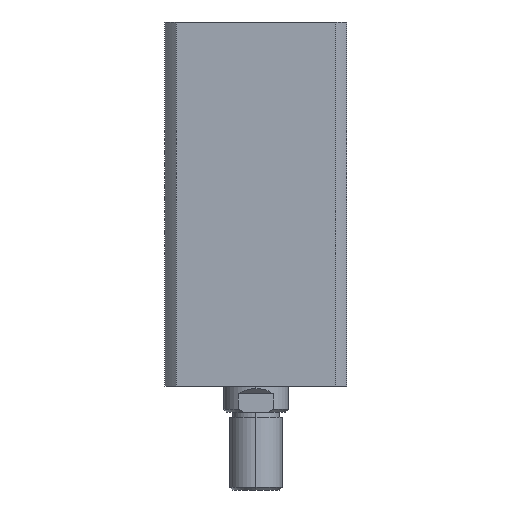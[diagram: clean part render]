
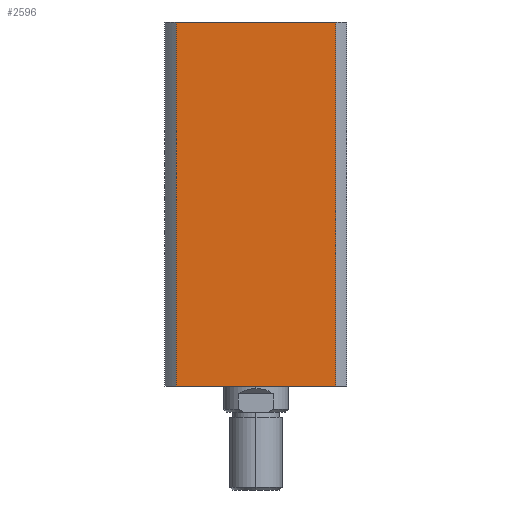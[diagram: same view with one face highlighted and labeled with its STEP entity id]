
A CAD part, left-side view. The second image highlights one B-rep face of the part: STEP entity #2596.
In plain terms, the highlighted planar face has unit normal (-1, 0, 0).
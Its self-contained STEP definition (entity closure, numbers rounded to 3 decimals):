
#370 = ORIENTED_EDGE ( 'NONE', *, *, #1879, .T. ) ;
#371 = ORIENTED_EDGE ( 'NONE', *, *, #1883, .F. ) ;
#372 = ORIENTED_EDGE ( 'NONE', *, *, #1882, .F. ) ;
#373 = ORIENTED_EDGE ( 'NONE', *, *, #1881, .T. ) ;
#731 = VERTEX_POINT ( 'NONE', #2159 ) ;
#769 = VERTEX_POINT ( 'NONE', #2197 ) ;
#772 = VERTEX_POINT ( 'NONE', #2200 ) ;
#775 = VERTEX_POINT ( 'NONE', #2203 ) ;
#1131 = DIRECTION ( 'NONE',  ( 0., 0., -1. ) ) ;
#1137 = CARTESIAN_POINT ( 'NONE',  ( -35., 30.615, 140. ) ) ;
#1140 = DIRECTION ( 'NONE',  ( 0., -1., 0. ) ) ;
#1144 = CARTESIAN_POINT ( 'NONE',  ( -35., 0., 0. ) ) ;
#1146 = CARTESIAN_POINT ( 'NONE',  ( -35., 0., 140. ) ) ;
#1151 = CARTESIAN_POINT ( 'NONE',  ( -35., -30.615, 140. ) ) ;
#1153 = DIRECTION ( 'NONE',  ( 0., 0., -1. ) ) ;
#1154 = DIRECTION ( 'NONE',  ( 0., -1., 0. ) ) ;
#1648 = AXIS2_PLACEMENT_3D ( 'NONE', #2779, #2784, #2785 ) ;
#1879 = EDGE_CURVE ( 'NONE', #775, #772, #3316, .T. ) ;
#1881 = EDGE_CURVE ( 'NONE', #772, #731, #3319, .T. ) ;
#1882 = EDGE_CURVE ( 'NONE', #769, #731, #3320, .T. ) ;
#1883 = EDGE_CURVE ( 'NONE', #775, #769, #3317, .T. ) ;
#2159 = CARTESIAN_POINT ( 'NONE',  ( -35., -30.615, 0. ) ) ;
#2197 = CARTESIAN_POINT ( 'NONE',  ( -35., -30.615, 140. ) ) ;
#2200 = CARTESIAN_POINT ( 'NONE',  ( -35., 30.615, 0. ) ) ;
#2203 = CARTESIAN_POINT ( 'NONE',  ( -35., 30.615, 140. ) ) ;
#2596 = ADVANCED_FACE ( 'NONE', ( #3518 ), #2782, .F. ) ;
#2638 = EDGE_LOOP ( 'NONE', ( #373, #372, #371, #370 ) ) ;
#2779 = CARTESIAN_POINT ( 'NONE',  ( -35., 0., 140. ) ) ;
#2782 = PLANE ( 'NONE',  #1648 ) ;
#2784 = DIRECTION ( 'NONE',  ( 1., 0., 0. ) ) ;
#2785 = DIRECTION ( 'NONE',  ( 0., 0., -1. ) ) ;
#3316 = LINE ( 'NONE', #1137, #3318 ) ;
#3317 = LINE ( 'NONE', #1146, #3325 ) ;
#3318 = VECTOR ( 'NONE', #1131, 1000. ) ;
#3319 = LINE ( 'NONE', #1144, #3321 ) ;
#3320 = LINE ( 'NONE', #1151, #3323 ) ;
#3321 = VECTOR ( 'NONE', #1140, 1000. ) ;
#3323 = VECTOR ( 'NONE', #1153, 1000. ) ;
#3325 = VECTOR ( 'NONE', #1154, 1000. ) ;
#3518 = FACE_OUTER_BOUND ( 'NONE', #2638, .T. ) ;
